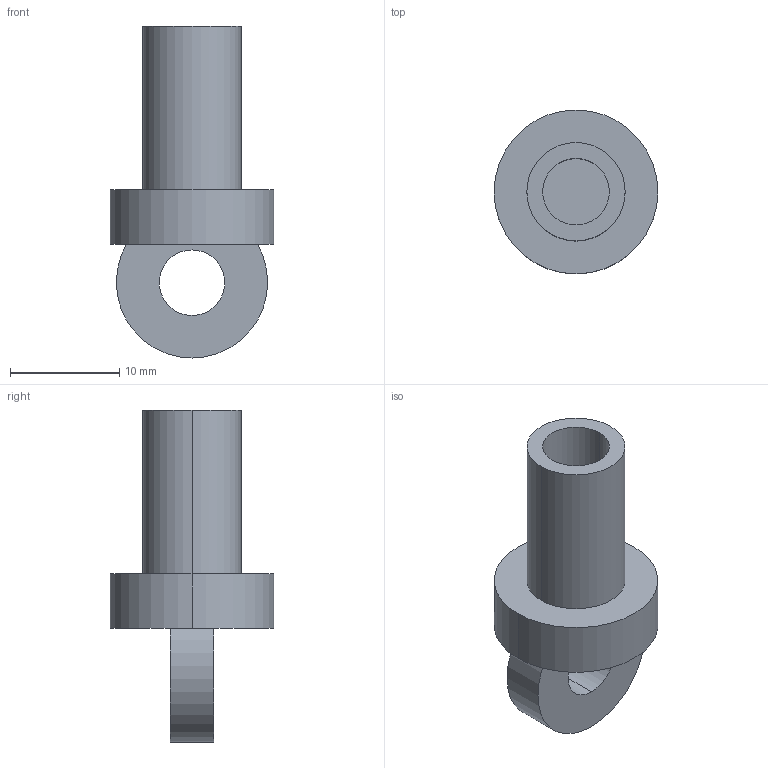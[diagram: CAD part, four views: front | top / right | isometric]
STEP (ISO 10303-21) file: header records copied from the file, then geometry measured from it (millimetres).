
FILE_DESCRIPTION (( 'STEP AP214' ), '1' );
FILE_NAME ('»º³åÆ÷a.STEP', '2022-04-18T00:52:28', ( '' ), ( '' ), 'SwSTEP 2.0', 'SolidWorks 2021', '' );
FILE_SCHEMA (( 'AUTOMOTIVE_DESIGN' ));
Length unit declared in the file: millimetre
Products named in the file (1): 遣喳んa
Bounding box: 15 x 15 x 30.39 mm (x, y, z)
Volume: 1771.6 mm3; surface area: 1630.2 mm2
Topology: 1 solids, 1 shells, 16 faces, 33 edges, 22 vertices
Faces by surface type: cylinder 10, plane 6
Entity records: 475 total; most frequent: DIRECTION 87, CARTESIAN_POINT 72, ORIENTED_EDGE 66, AXIS2_PLACEMENT_3D 37, EDGE_CURVE 33, VERTEX_POINT 22, EDGE_LOOP 21, CIRCLE 20
